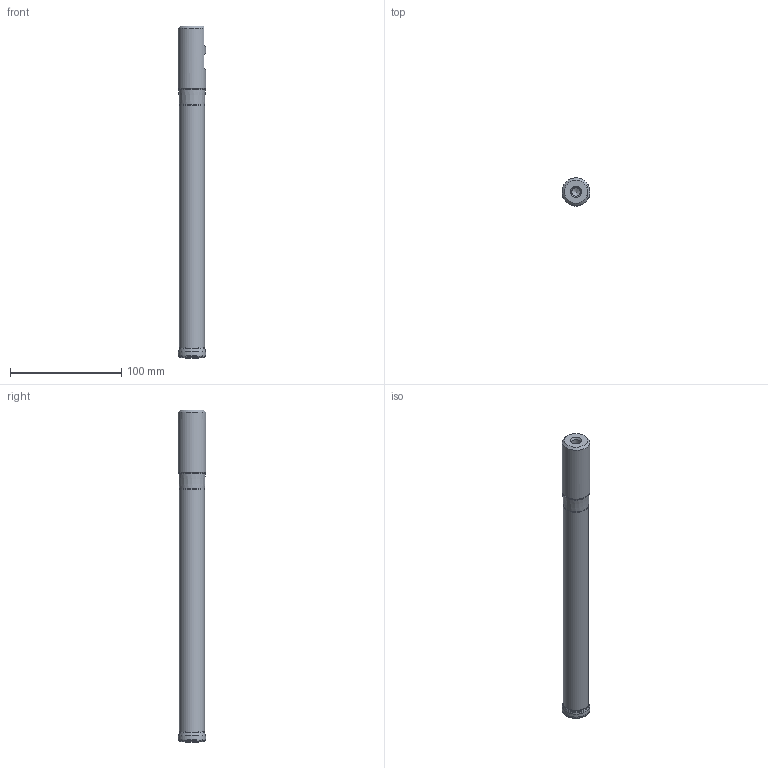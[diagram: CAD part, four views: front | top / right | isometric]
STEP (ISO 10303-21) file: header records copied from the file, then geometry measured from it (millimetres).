
FILE_DESCRIPTION(/* description */ (''),/* implementation_level */ '2;1');
FILE_NAME(/* name */ '25E2R240B25_SZD09_C_115009508ndi000_00_SIM.stp',/* time_stamp */ '2019-12-18T10:28:40+01:00',/* author */ (''),/* organization */ (''),/* preprocessor_version */ 'ST-DEVELOPER v16.7',/* originating_system */ 'SIEMENS PLM Software NX 12.0',/* authorisation */ '');
FILE_SCHEMA (('AUTOMOTIVE_DESIGN { 1 0 10303 214 3 1 1 1 }'));
Length unit declared in the file: millimetre
Products named in the file (1): hc720AB0E6B5ozck
Bounding box: 25 x 25 x 299 mm (x, y, z)
Volume: 113910.2 mm3; surface area: 30822 mm2
Topology: 2 solids, 2 shells, 51 faces, 114 edges, 66 vertices
Faces by surface type: revolution 28, cone 7, plane 7, torus 5, cylinder 3, bspline 1
Full cylindrical faces by diameter (mm): 8 x1, 22.601 x1, 25 x1
Entity records: 1333 total; most frequent: CARTESIAN_POINT 417, DIRECTION 169, ORIENTED_EDGE 114, EDGE_LOOP 95, FACE_BOUND 89, AXIS2_PLACEMENT_3D 67, EDGE_CURVE 57, VERTEX_POINT 53
